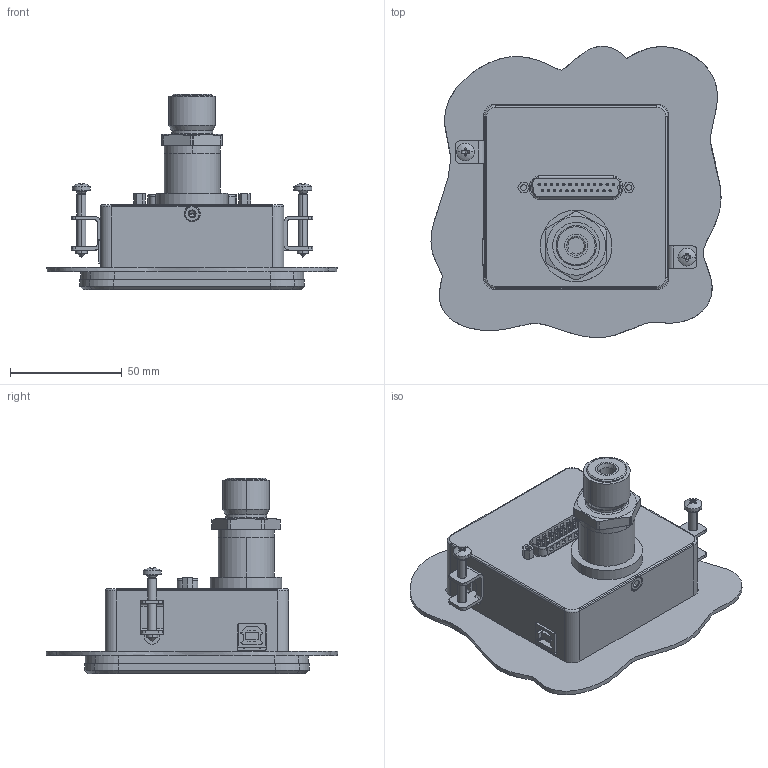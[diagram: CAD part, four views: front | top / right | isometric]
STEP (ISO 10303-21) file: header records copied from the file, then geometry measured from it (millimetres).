
FILE_DESCRIPTION(('STEP AP214'),'1');
FILE_NAME('Pressure gauge - Built-in case.stp','2018-10-24T14:12:40',(' '),(' '),'Spatial InterOp 3D',' ',' ');
FILE_SCHEMA(('automotive_design'));
Length unit declared in the file: millimetre
Products named in the file (15): Pressure gauge - Built-in case; Adaptor; 1_2 thread; Screw M4 L=10; 25 poles D-SUB connector; Built-in case - Front panel; vite M3 L=6; vite M3 L=6 Copy 2; vite M3 L=6 Copy 3; vite M3 L=6 Copy; Built-in case - Body; Fixing hook unscrewed; USB connector
Assembly tree (14 placements, depth 2):
  Pressure gauge - Built-in case
    Pressure gauge - Built-in case
    Adaptor
    1_2 thread
    Screw M4 L=10
    25 poles D-SUB connector
    Built-in case - Front panel
    vite M3 L=6
    vite M3 L=6 Copy 2
    vite M3 L=6 Copy 3
    vite M3 L=6 Copy
    Built-in case - Body
    Fixing hook unscrewed
    Fixing hook unscrewed
    USB connector
Bounding box: 129.7 x 130.25 x 87.5 mm (x, y, z)
Volume: 299718.2 mm3; surface area: 106955.9 mm2
Topology: 19 solids, 29 shells, 2413 faces, 5991 edges, 3851 vertices
Faces by surface type: cylinder 926, plane 922, cone 344, torus 152, bspline 65, sphere 4
Entity records: 91525 total; most frequent: CARTESIAN_POINT 15700, DIRECTION 12756, ORIENTED_EDGE 11354, EDGE_CURVE 5693, AXIS2_PLACEMENT_3D 5006, VERTEX_POINT 3674, LINE 2744, VECTOR 2744
